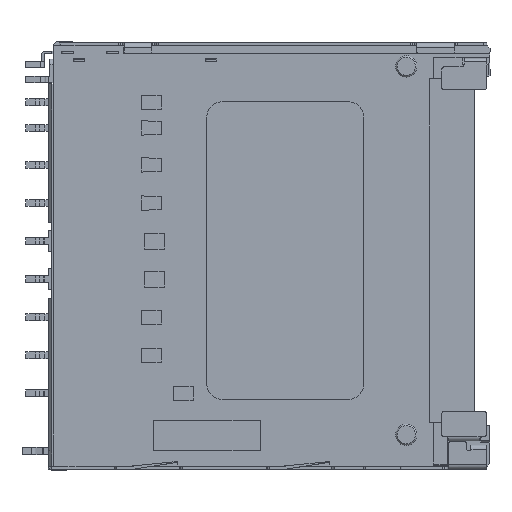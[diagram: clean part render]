
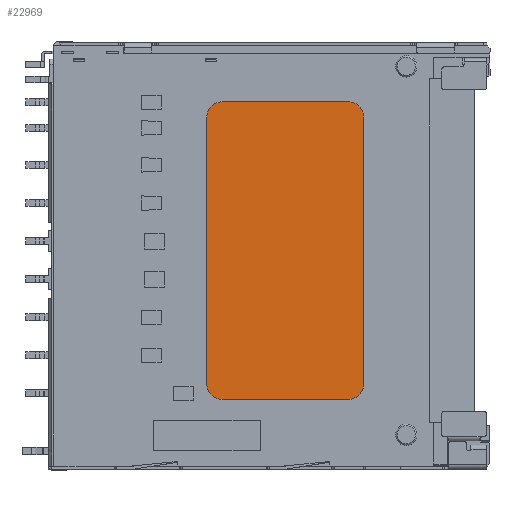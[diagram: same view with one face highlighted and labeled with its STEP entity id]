
A CAD part, front view. The second image highlights one B-rep face of the part: STEP entity #22969.
In plain terms, the highlighted planar face has unit normal (0, -1, 0).
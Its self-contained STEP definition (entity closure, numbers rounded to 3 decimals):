
#161 = DIRECTION ( 'NONE',  ( 0., 0., 1. ) ) ;
#191 = DIRECTION ( 'NONE',  ( 0., -1., 0. ) ) ;
#196 = CARTESIAN_POINT ( 'NONE',  ( 10.805, -2.28, -22.42 ) ) ;
#497 = DIRECTION ( 'NONE',  ( 0., 0., 1. ) ) ;
#624 = DIRECTION ( 'NONE',  ( 0., 0., -1. ) ) ;
#887 = CARTESIAN_POINT ( 'NONE',  ( 10.805, -2.28, -3.87 ) ) ;
#1540 = VECTOR ( 'NONE', #13056, 1000. ) ;
#1856 = DIRECTION ( 'NONE',  ( 0., 0., 1. ) ) ;
#3430 = VECTOR ( 'NONE', #16107, 1000. ) ;
#4003 = PLANE ( 'NONE',  #22295 ) ;
#4417 = CIRCLE ( 'NONE', #25435, 1. ) ;
#4536 = CARTESIAN_POINT ( 'NONE',  ( 20.105, -2.28, -3.87 ) ) ;
#5037 = EDGE_CURVE ( 'NONE', #24937, #9454, #18495, .T. ) ;
#5446 = CARTESIAN_POINT ( 'NONE',  ( 20.105, -2.28, -4.87 ) ) ;
#5450 = CARTESIAN_POINT ( 'NONE',  ( 9.805, -2.28, -4.87 ) ) ;
#5585 = ORIENTED_EDGE ( 'NONE', *, *, #16314, .T. ) ;
#7560 = CARTESIAN_POINT ( 'NONE',  ( 20.105, -2.28, -22.42 ) ) ;
#7828 = VERTEX_POINT ( 'NONE', #7560 ) ;
#8024 = CARTESIAN_POINT ( 'NONE',  ( 10.805, -2.28, -23.42 ) ) ;
#8036 = LINE ( 'NONE', #4536, #12790 ) ;
#8124 = DIRECTION ( 'NONE',  ( 0., 1., 0. ) ) ;
#8715 = EDGE_CURVE ( 'NONE', #16717, #7828, #8036, .T. ) ;
#9280 = CARTESIAN_POINT ( 'NONE',  ( 9.805, -2.28, -22.42 ) ) ;
#9454 = VERTEX_POINT ( 'NONE', #8024 ) ;
#10164 = ORIENTED_EDGE ( 'NONE', *, *, #11335, .T. ) ;
#10173 = VERTEX_POINT ( 'NONE', #12177 ) ;
#10312 = DIRECTION ( 'NONE',  ( 0., -1., 0. ) ) ;
#10653 = VERTEX_POINT ( 'NONE', #887 ) ;
#10846 = DIRECTION ( 'NONE',  ( 0., -1., 0. ) ) ;
#10969 = AXIS2_PLACEMENT_3D ( 'NONE', #22189, #10312, #24131 ) ;
#11015 = CARTESIAN_POINT ( 'NONE',  ( 9.805, -2.28, -22.42 ) ) ;
#11163 = AXIS2_PLACEMENT_3D ( 'NONE', #196, #191, #161 ) ;
#11335 = EDGE_CURVE ( 'NONE', #10653, #18414, #25184, .T. ) ;
#12177 = CARTESIAN_POINT ( 'NONE',  ( 19.105, -2.28, -23.42 ) ) ;
#12677 = VERTEX_POINT ( 'NONE', #24916 ) ;
#12790 = VECTOR ( 'NONE', #624, 1000. ) ;
#13056 = DIRECTION ( 'NONE',  ( 0., 0., 1. ) ) ;
#14019 = DIRECTION ( 'NONE',  ( 0., 1., 0. ) ) ;
#14395 = ORIENTED_EDGE ( 'NONE', *, *, #23527, .F. ) ;
#15946 = EDGE_CURVE ( 'NONE', #24937, #18414, #17015, .T. ) ;
#16107 = DIRECTION ( 'NONE',  ( -1., 0., 0. ) ) ;
#16137 = LINE ( 'NONE', #16266, #20786 ) ;
#16266 = CARTESIAN_POINT ( 'NONE',  ( 21.405, -2.28, -23.42 ) ) ;
#16314 = EDGE_CURVE ( 'NONE', #12677, #10653, #20090, .T. ) ;
#16717 = VERTEX_POINT ( 'NONE', #5446 ) ;
#17015 = LINE ( 'NONE', #11015, #1540 ) ;
#18259 = DIRECTION ( 'NONE',  ( 1., 0., 0. ) ) ;
#18414 = VERTEX_POINT ( 'NONE', #5450 ) ;
#18495 = CIRCLE ( 'NONE', #11163, 1. ) ;
#19573 = EDGE_CURVE ( 'NONE', #10173, #7828, #25759, .T. ) ;
#20090 = LINE ( 'NONE', #20101, #3430 ) ;
#20101 = CARTESIAN_POINT ( 'NONE',  ( 21.405, -2.28, -3.87 ) ) ;
#20226 = ORIENTED_EDGE ( 'NONE', *, *, #19573, .T. ) ;
#20490 = ORIENTED_EDGE ( 'NONE', *, *, #22443, .T. ) ;
#20564 = CARTESIAN_POINT ( 'NONE',  ( 10.805, -2.28, -4.87 ) ) ;
#20600 = EDGE_LOOP ( 'NONE', ( #14395, #5585, #10164, #20758, #22186, #20490, #20226, #22028 ) ) ;
#20758 = ORIENTED_EDGE ( 'NONE', *, *, #15946, .F. ) ;
#20786 = VECTOR ( 'NONE', #18259, 1000. ) ;
#22003 = DIRECTION ( 'NONE',  ( 0., 0., 1. ) ) ;
#22028 = ORIENTED_EDGE ( 'NONE', *, *, #8715, .F. ) ;
#22186 = ORIENTED_EDGE ( 'NONE', *, *, #5037, .T. ) ;
#22189 = CARTESIAN_POINT ( 'NONE',  ( 19.105, -2.28, -22.42 ) ) ;
#22295 = AXIS2_PLACEMENT_3D ( 'NONE', #23888, #8124, #22003 ) ;
#22443 = EDGE_CURVE ( 'NONE', #9454, #10173, #16137, .T. ) ;
#22928 = AXIS2_PLACEMENT_3D ( 'NONE', #20564, #10846, #497 ) ;
#22969 = ADVANCED_FACE ( 'NONE', ( #23514 ), #4003, .F. ) ;
#23514 = FACE_OUTER_BOUND ( 'NONE', #20600, .T. ) ;
#23527 = EDGE_CURVE ( 'NONE', #12677, #16717, #4417, .T. ) ;
#23888 = CARTESIAN_POINT ( 'NONE',  ( 27.691, -2.28, -26.67 ) ) ;
#24131 = DIRECTION ( 'NONE',  ( 0., 0., 1. ) ) ;
#24916 = CARTESIAN_POINT ( 'NONE',  ( 19.105, -2.28, -3.87 ) ) ;
#24937 = VERTEX_POINT ( 'NONE', #9280 ) ;
#25184 = CIRCLE ( 'NONE', #22928, 1. ) ;
#25435 = AXIS2_PLACEMENT_3D ( 'NONE', #25776, #14019, #1856 ) ;
#25759 = CIRCLE ( 'NONE', #10969, 1. ) ;
#25776 = CARTESIAN_POINT ( 'NONE',  ( 19.105, -2.28, -4.87 ) ) ;
